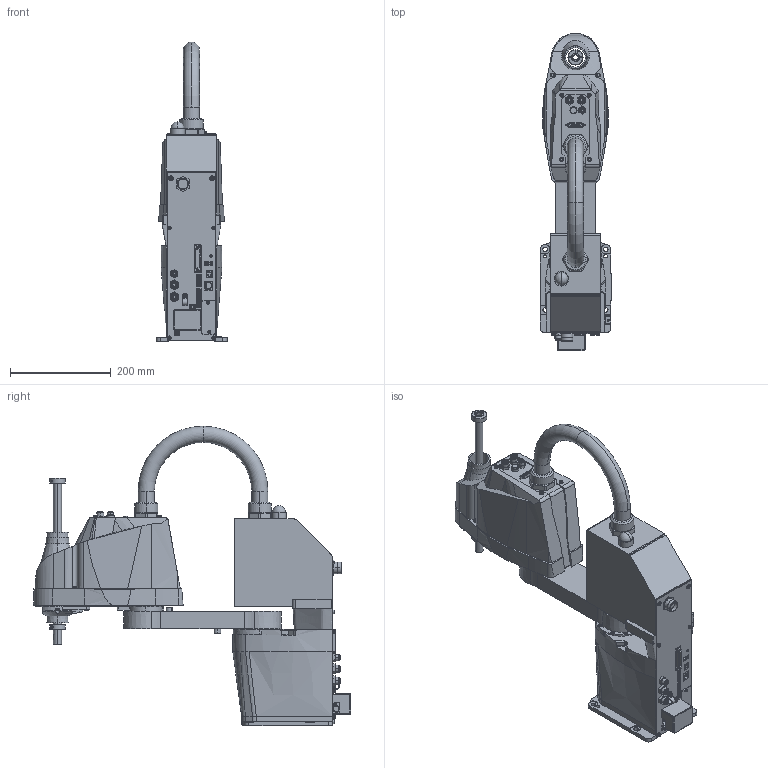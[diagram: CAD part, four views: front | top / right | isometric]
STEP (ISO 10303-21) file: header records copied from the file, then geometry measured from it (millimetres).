
FILE_DESCRIPTION((''),'2;1');
FILE_NAME('T3-401S_ASM','2017-02-08T',('5008842'),(''),'CREO PARAMETRIC BY PTC INC, 2016050','CREO PARAMETRIC BY PTC INC, 2016050','');
FILE_SCHEMA(('AUTOMOTIVE_DESIGN { 1 0 10303 214 1 1 1 1 }'));
Products named in the file (7): T3_401S_BASE; T3_401S_ARM1; T3_401S_ARM2; T3_401S_SHAFT; T3_401S_DUCT; _M_RANGE_T3; T3-401S_ASM
Assembly tree (6 placements, depth 2):
  T3-401S_ASM
    T3_401S_BASE
    T3_401S_ARM1
    T3_401S_ARM2
    T3_401S_SHAFT
    T3_401S_DUCT
    _M_RANGE_T3
Bounding box: 142 x 628.75 x 593.9 mm (x, y, z)
Volume: 5706927.9 mm3; surface area: 756859.2 mm2
Topology: 4 solids, 5 shells, 1999 faces, 5135 edges, 3414 vertices
Faces by surface type: plane 1225, cylinder 542, cone 115, torus 86, bspline 29, sphere 2
Entity records: 83397 total; most frequent: CARTESIAN_POINT 16817, DIRECTION 10408, ORIENTED_EDGE 10140, EDGE_CURVE 5072, AXIS2_PLACEMENT_3D 3535, VERTEX_POINT 3347, VECTOR 3338, LINE 3338
